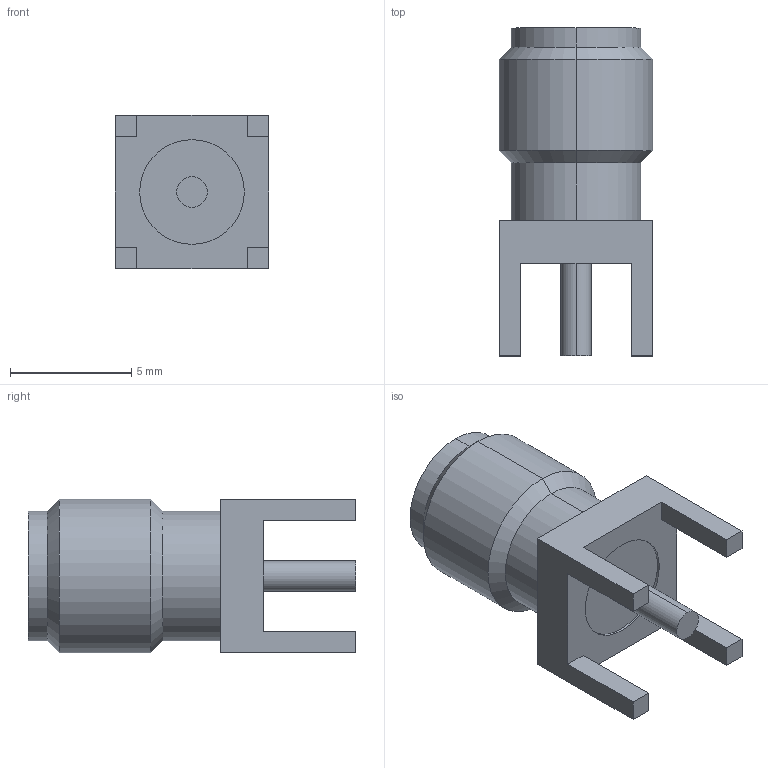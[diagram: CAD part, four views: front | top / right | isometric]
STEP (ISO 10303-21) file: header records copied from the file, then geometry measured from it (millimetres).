
FILE_DESCRIPTION (( 'STEP AP214' ), '1' );
FILE_NAME ('User Library-sma_72963.STEP', '2018-10-04T12:23:53', ( '' ), ( '' ), 'SwSTEP 2.0', 'SolidWorks 2018', '' );
FILE_SCHEMA (( 'AUTOMOTIVE_DESIGN' ));
Length unit declared in the file: inch
Products named in the file (1): User Library-sma_72963
Bounding box: 6.35 x 13.53 x 6.35 mm (x, y, z)
Volume: 260.3 mm3; surface area: 393.7 mm2
Topology: 1 solids, 1 shells, 45 faces, 106 edges, 68 vertices
Faces by surface type: plane 23, cylinder 14, bspline 4, cone 4
Entity records: 1965 total; most frequent: CARTESIAN_POINT 280, DIRECTION 230, ORIENTED_EDGE 212, EDGE_CURVE 106, AXIS2_PLACEMENT_3D 82, VERTEX_POINT 68, LINE 66, VECTOR 66
